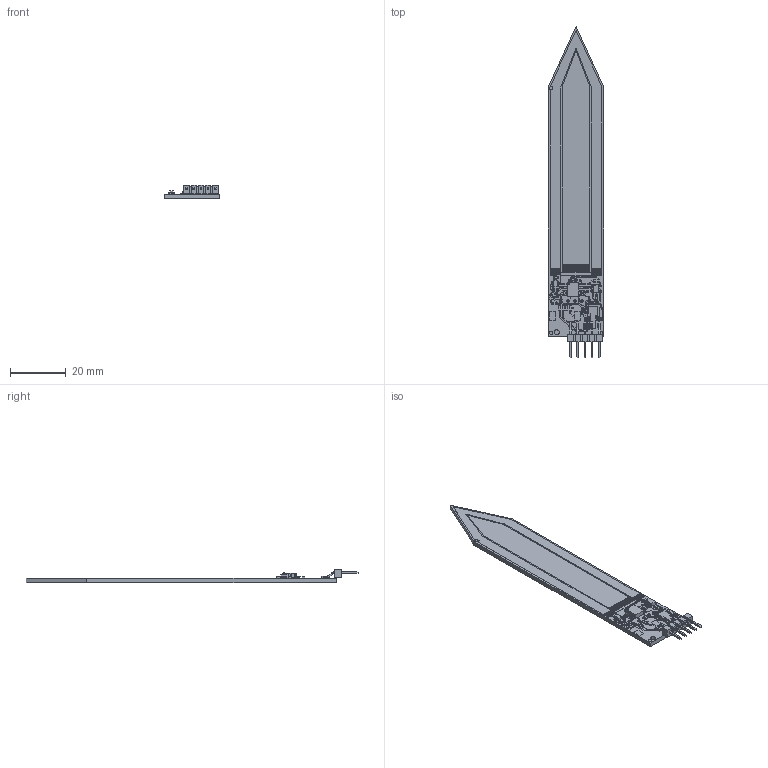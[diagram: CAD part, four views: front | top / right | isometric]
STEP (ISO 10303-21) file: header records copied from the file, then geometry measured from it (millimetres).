
FILE_DESCRIPTION (( 'STEP AP210' ), '1' );
FILE_NAME ('SoMoSe v2.2', '', ( '' ), ( '' ), 'STEP 3.0', 'TARGET 3001!', '' );
FILE_SCHEMA (( 'ELECTRONIC_ASSEMBLY_INTERCONNECT_AND_PACKAGING_DESIGN' ));
Length unit declared in the file: millimetre
Products named in the file (59): SoMoSe v2.2; Board_assembly; Board; PadsAndTracks_assembly; Copper_V+_assembly; Copper_V+; Copper_GND_assembly; Copper_GND; Copper_1_assembly; Copper_1; Copper_RA0/DACOUT_assembly; Copper_RA0/DACOUT; Copper_RA2/SDA_assembly; Copper_RA2/SDA; Copper_RA1/SCL_assembly; Copper_RA1/SCL; Copper_RA3/MCLR_assembly; Copper_RA3/MCLR; Copper_Sig$8_assembly; Copper_Sig$8; Copper_RA5/CCP1_assembly; Copper_RA5/CCP1; Copper_A1_assembly; Copper_A1; Copper_A2_assembly; Copper_A2; Copper_G_assembly; Copper_G; Copper_4_assembly; Copper_4; Copper_VOUT_assembly; Copper_VOUT; Copper_freie_assembly; Copper_freie; Stiftleiste_SMD_1x05_W_1,27 TSM-105-01-T-SH; Stiftleiste_SMD_1x05_W_1,27 T-1S6-08(-01-5-SH); Stiftleiste_SMD_1x05_W_1,27 TSM-105-01-SH_body; IC1_assembly; IC1; IC2_assembly ...
Assembly tree (58 placements, depth 5):
  SoMoSe v2.2
    Board_assembly
      Board
    PadsAndTracks_assembly
      Copper_V+_assembly
        Copper_V+
      Copper_GND_assembly
        Copper_GND
      Copper_1_assembly
        Copper_1
      Copper_RA0/DACOUT_assembly
        Copper_RA0/DACOUT
      Copper_RA2/SDA_assembly
        Copper_RA2/SDA
      Copper_RA1/SCL_assembly
        Copper_RA1/SCL
      Copper_RA3/MCLR_assembly
        Copper_RA3/MCLR
      Copper_Sig$8_assembly
        Copper_Sig$8
      Copper_RA5/CCP1_assembly
        Copper_RA5/CCP1
      Copper_A1_assembly
        Copper_A1
      Copper_A2_assembly
        Copper_A2
      Copper_G_assembly
        Copper_G
      Copper_4_assembly
        Copper_4
      Copper_VOUT_assembly
        Copper_VOUT
      Copper_freie_assembly
        Copper_freie
    IC1_assembly
      IC1
    IC2_assembly
      IC2
    C1_assembly
      C1
    C2_assembly
      C2
    C3_assembly
      C3
    R1_assembly
      R1
    IC3_assembly
      IC3
    C4_assembly
      C4
    R2_assembly
      R2
    R3_assembly
      R3
    K3_assembly
      K3_step1_assembly
        Stiftleiste_SMD_1x05_W_1,27 TSM-105-01-T-SH
          Stiftleiste_SMD_1x05_W_1,27 T-1S6-08(-01-5-SH)
          Stiftleiste_SMD_1x05_W_1,27 TSM-105-01-SH_body
Bounding box: 19.66 x 118.63 x 4.77 mm (x, y, z)
Volume: 3381.5 mm3; surface area: 11462.4 mm2
Topology: 164 solids, 164 shells, 3460 faces, 9356 edges, 6224 vertices
Faces by surface type: plane 1942, cylinder 1518
Entity records: 88664 total; most frequent: ORIENTED_EDGE 18712, DIRECTION 10510, EDGE_CURVE 9356, CARTESIAN_POINT 8651, LINE 6320, VERTEX_POINT 6224, VECTOR 5639, EDGE_LOOP 4754
